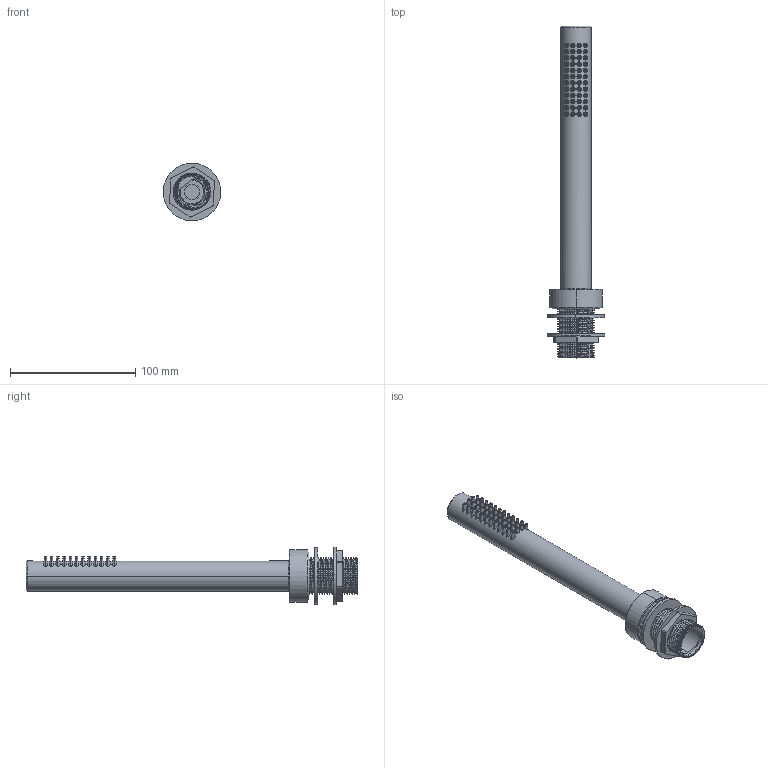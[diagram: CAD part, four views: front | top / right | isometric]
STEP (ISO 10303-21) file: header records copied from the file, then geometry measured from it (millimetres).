
FILE_DESCRIPTION (( 'STEP AP214' ), '1' );
FILE_NAME ('CO216.STEP', '2019-08-01T10:15:37', ( '' ), ( '' ), 'SwSTEP 2.0', 'SolidWorks 2019', '' );
FILE_SCHEMA (( 'AUTOMOTIVE_DESIGN' ));
Length unit declared in the file: millimetre
Products named in the file (7): CO216; CO230_v10718; Dock_Cos; Locking nut; CO016 Small rubber seal; CO016 Large rubber seal; Handset connector
Assembly tree (6 placements, depth 2):
  CO216
    Dock_Cos
    Locking nut
    CO016 Large rubber seal
    Handset connector
    CO016 Small rubber seal
    CO230_v10718
Bounding box: 45.94 x 265.5 x 45.94 mm (x, y, z)
Volume: 90306.6 mm3; surface area: 58495 mm2
Topology: 7 solids, 7 shells, 631 faces, 1373 edges, 910 vertices
Faces by surface type: cylinder 326, plane 179, cone 96, bspline 18, torus 12
Entity records: 29898 total; most frequent: CARTESIAN_POINT 14399, DIRECTION 2907, ORIENTED_EDGE 2746, EDGE_CURVE 1373, AXIS2_PLACEMENT_3D 1229, VERTEX_POINT 910, EDGE_LOOP 797, FACE_OUTER_BOUND 631
